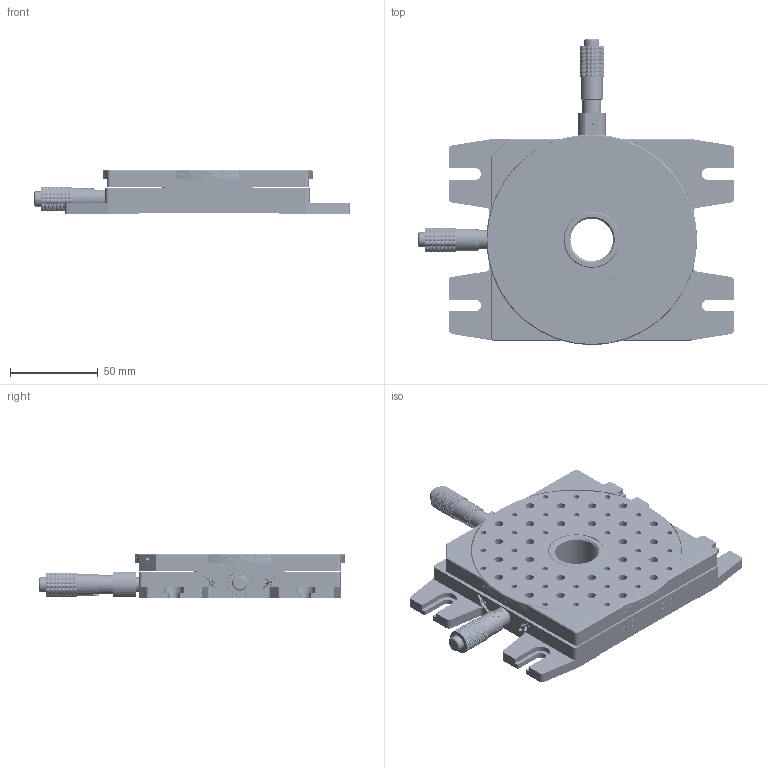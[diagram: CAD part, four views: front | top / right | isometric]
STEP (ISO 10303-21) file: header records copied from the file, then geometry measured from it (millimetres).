
FILE_DESCRIPTION(/* description */ (''),/* implementation_level */ '2;1');
FILE_NAME(/* name */ '02-HTP-XY-R.stp',/* time_stamp */ '2022-07-27T16:19:41+03:00',/* author */ ('atupikov'),/* organization */ (''),/* preprocessor_version */ 'ST-DEVELOPER v18',/* originating_system */ 'Autodesk Inventor 2020',/* authorisation */ '');
FILE_SCHEMA (('AUTOMOTIVE_DESIGN { 1 0 10303 214 3 1 1 }'));
Products named in the file (1): 02HTP-XY(R)_Shrinkwrap_1
Bounding box: 180.06 x 174.5 x 25 mm (x, y, z)
Volume: 248782 mm3; surface area: 113359.3 mm2
Topology: 8 solids, 9 shells, 10230 faces, 30577 edges, 19186 vertices
Faces by surface type: plane 7313, bspline 1752, cylinder 1123, cone 27, torus 12, sphere 3
Full cylindrical faces by diameter (mm): 0.7 x6, 1 x2, 1.567 x12, 2 x13, 2.013 x1, 2.459 x15, 3.1 x2, 3.2 x6, 3.242 x32, 3.5 x4, 4 x7, 4.917 x28, 5 x10, 5.35 x1, 5.5 x2, 6 x1, 8.5 x1, 8.66 x2, 9.5 x2, 11 x2, 12.7 x2, 24.257 x1, 32 x1, 120 x1
Entity records: 393611 total; most frequent: CARTESIAN_POINT 115739, ORIENTED_EDGE 61430, DIRECTION 47899, EDGE_CURVE 30715, LINE 23235, VECTOR 23235, VERTEX_POINT 19316, AXIS2_PLACEMENT_3D 12332
